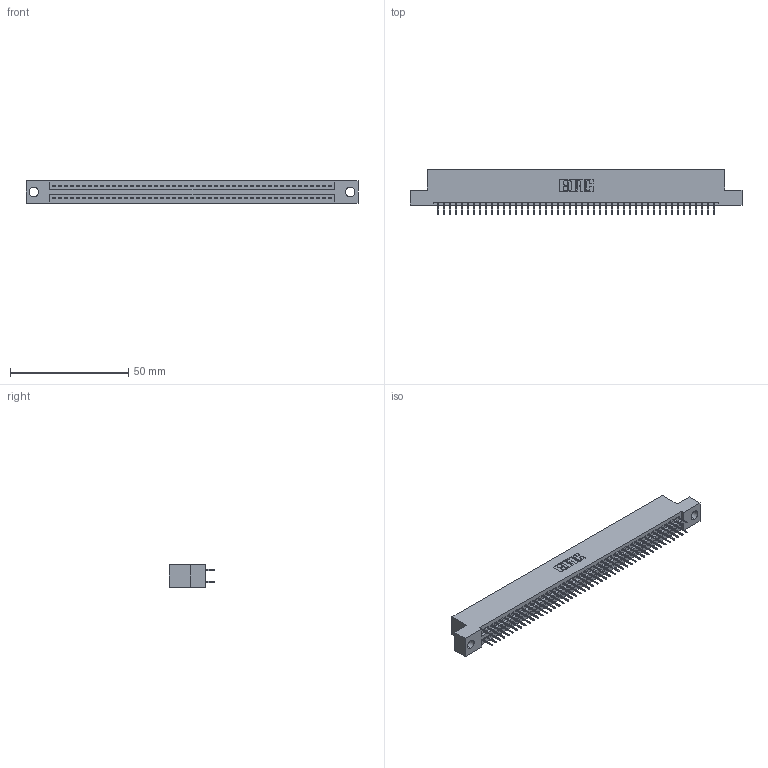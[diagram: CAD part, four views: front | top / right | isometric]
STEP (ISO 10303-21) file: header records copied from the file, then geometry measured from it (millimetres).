
FILE_DESCRIPTION (( 'STEP AP203' ), '1' );
FILE_NAME ('345-094-524-204.STEP', '2021-05-20T16:17:27', ( '' ), ( '' ), 'SwSTEP 2.0', 'SolidWorks 2020', '' );
FILE_SCHEMA (( 'CONFIG_CONTROL_DESIGN' ));
Length unit declared in the file: inch
Products named in the file (3): 345-094-524-204; 345-292-001_345-293-124; 345 Part_Flush Mounting Lugs - 0.156 Dia-TI
Assembly tree (95 placements, depth 2):
  345-094-524-204
    345 Part_Flush Mounting Lugs - 0.156 Dia-TI
    345-292-001_345-293-124  x94
Bounding box: 140.59 x 19.35 x 9.4 mm (x, y, z)
Volume: 13455.2 mm3; surface area: 19461.9 mm2
Topology: 95 solids, 95 shells, 5216 faces, 14759 edges, 9462 vertices
Faces by surface type: plane 3760, cylinder 1456
Entity records: 36697 total; most frequent: CARTESIAN_POINT 6150, ORIENTED_EDGE 6082, DIRECTION 5417, EDGE_CURVE 3041, LINE 2725, VECTOR 2725, VERTEX_POINT 2022, AXIS2_PLACEMENT_3D 1346
